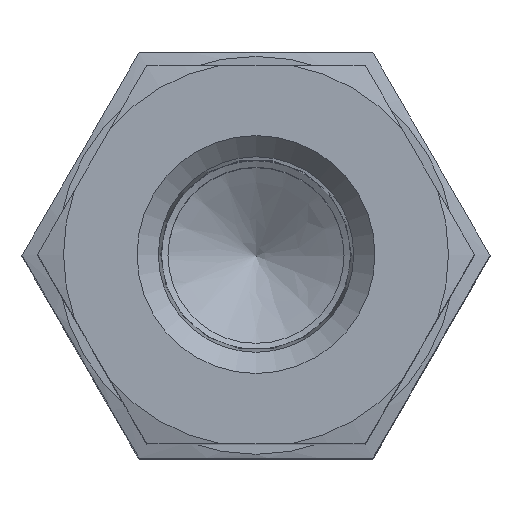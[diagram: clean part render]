
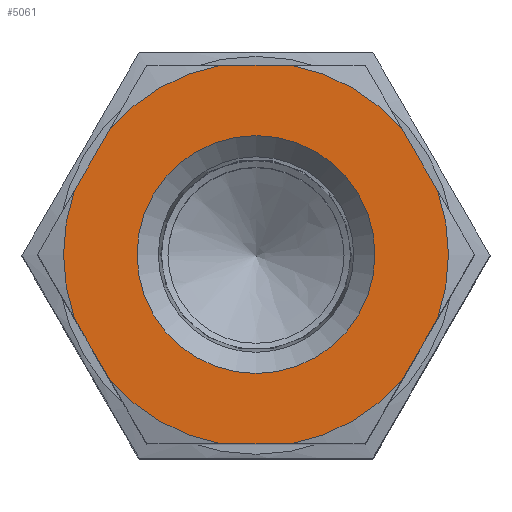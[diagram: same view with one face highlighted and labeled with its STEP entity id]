
A CAD part, top view. The second image highlights one B-rep face of the part: STEP entity #5061.
In plain terms, the highlighted planar face has unit normal (0, 0, 1).
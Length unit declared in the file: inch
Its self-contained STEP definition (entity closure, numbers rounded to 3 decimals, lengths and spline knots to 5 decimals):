
#4136=CARTESIAN_POINT('',(0.275,0.,1.13));
#4137=VERTEX_POINT('',#4136);
#4138=CARTESIAN_POINT('',(0.0,0.0,1.13));
#4139=DIRECTION('',(0.0,0.0,-1.0));
#4140=DIRECTION('',(-1.0,0.0,0.0));
#4141=AXIS2_PLACEMENT_3D('',#4138,#4139,#4140);
#4142=CIRCLE('',#4141,0.275);
#4143=EDGE_CURVE('',#4137,#4137,#4142,.T.);
#4570=CARTESIAN_POINT('',(-0.33821,-0.28921,1.13));
#4571=VERTEX_POINT('',#4570);
#4585=CARTESIAN_POINT('',(-0.41956,-0.14829,1.13));
#4586=VERTEX_POINT('',#4585);
#4587=CARTESIAN_POINT('',(-0.33821,-0.28921,1.13));
#4588=DIRECTION('',(-0.5,0.866,0.0));
#4589=VECTOR('',#4588,0.16271);
#4590=LINE('',#4587,#4589);
#4591=EDGE_CURVE('',#4571,#4586,#4590,.T.);
#4631=CARTESIAN_POINT('',(-0.41956,0.14829,1.13));
#4632=VERTEX_POINT('',#4631);
#4646=CARTESIAN_POINT('',(-0.33821,0.28921,1.13));
#4647=VERTEX_POINT('',#4646);
#4648=CARTESIAN_POINT('',(-0.41956,0.14829,1.13));
#4649=DIRECTION('',(0.5,0.866,0.0));
#4650=VECTOR('',#4649,0.16271);
#4651=LINE('',#4648,#4650);
#4652=EDGE_CURVE('',#4632,#4647,#4651,.T.);
#4692=CARTESIAN_POINT('',(-0.08136,0.4375,1.13));
#4693=VERTEX_POINT('',#4692);
#4707=CARTESIAN_POINT('',(0.08136,0.4375,1.13));
#4708=VERTEX_POINT('',#4707);
#4709=CARTESIAN_POINT('',(-0.08136,0.4375,1.13));
#4710=DIRECTION('',(1.0,0.0,0.0));
#4711=VECTOR('',#4710,0.16271);
#4712=LINE('',#4709,#4711);
#4713=EDGE_CURVE('',#4693,#4708,#4712,.T.);
#4767=CARTESIAN_POINT('',(0.41956,-0.14829,1.13));
#4768=VERTEX_POINT('',#4767);
#4782=CARTESIAN_POINT('',(0.33821,-0.28921,1.13));
#4783=VERTEX_POINT('',#4782);
#4784=CARTESIAN_POINT('',(0.41956,-0.14829,1.13));
#4785=DIRECTION('',(-0.5,-0.866,0.0));
#4786=VECTOR('',#4785,0.16271);
#4787=LINE('',#4784,#4786);
#4788=EDGE_CURVE('',#4768,#4783,#4787,.T.);
#4862=CARTESIAN_POINT('',(0.33821,0.28921,1.13));
#4863=VERTEX_POINT('',#4862);
#4877=CARTESIAN_POINT('',(0.41956,0.14829,1.13));
#4878=VERTEX_POINT('',#4877);
#4879=CARTESIAN_POINT('',(0.33821,0.28921,1.13));
#4880=DIRECTION('',(0.5,-0.866,0.0));
#4881=VECTOR('',#4880,0.16271);
#4882=LINE('',#4879,#4881);
#4883=EDGE_CURVE('',#4863,#4878,#4882,.T.);
#4910=CARTESIAN_POINT('',(0.08136,-0.4375,1.13));
#4911=VERTEX_POINT('',#4910);
#4912=CARTESIAN_POINT('',(0.0,0.0,1.13));
#4913=DIRECTION('',(0.0,0.0,1.0));
#4914=DIRECTION('',(-1.0,0.0,0.0));
#4915=AXIS2_PLACEMENT_3D('',#4912,#4913,#4914);
#4916=CIRCLE('',#4915,0.445);
#4917=EDGE_CURVE('',#4911,#4783,#4916,.T.);
#4942=CARTESIAN_POINT('',(0.0,0.0,1.13));
#4943=DIRECTION('',(0.0,0.0,1.0));
#4944=DIRECTION('',(-1.0,0.0,0.0));
#4945=AXIS2_PLACEMENT_3D('',#4942,#4943,#4944);
#4946=CIRCLE('',#4945,0.445);
#4947=EDGE_CURVE('',#4768,#4878,#4946,.T.);
#4959=CARTESIAN_POINT('',(0.0,0.0,1.13));
#4960=DIRECTION('',(0.0,0.0,1.0));
#4961=DIRECTION('',(-1.0,0.0,0.0));
#4962=AXIS2_PLACEMENT_3D('',#4959,#4960,#4961);
#4963=CIRCLE('',#4962,0.445);
#4964=EDGE_CURVE('',#4863,#4708,#4963,.T.);
#4976=CARTESIAN_POINT('',(0.0,0.0,1.13));
#4977=DIRECTION('',(0.0,0.0,1.0));
#4978=DIRECTION('',(-1.0,0.0,0.0));
#4979=AXIS2_PLACEMENT_3D('',#4976,#4977,#4978);
#4980=CIRCLE('',#4979,0.445);
#4981=EDGE_CURVE('',#4693,#4647,#4980,.T.);
#4993=CARTESIAN_POINT('',(0.0,0.0,1.13));
#4994=DIRECTION('',(0.0,0.0,1.0));
#4995=DIRECTION('',(-1.0,0.0,0.0));
#4996=AXIS2_PLACEMENT_3D('',#4993,#4994,#4995);
#4997=CIRCLE('',#4996,0.445);
#4998=EDGE_CURVE('',#4632,#4586,#4997,.T.);
#5009=CARTESIAN_POINT('',(-0.08136,-0.4375,1.13));
#5010=VERTEX_POINT('',#5009);
#5024=CARTESIAN_POINT('',(0.0,0.0,1.13));
#5025=DIRECTION('',(0.0,0.0,1.0));
#5026=DIRECTION('',(-1.0,0.0,0.0));
#5027=AXIS2_PLACEMENT_3D('',#5024,#5025,#5026);
#5028=CIRCLE('',#5027,0.445);
#5029=EDGE_CURVE('',#4571,#5010,#5028,.T.);
#5034=CARTESIAN_POINT('',(0.,0.,1.13));
#5035=DIRECTION('',(0.0,0.0,1.0));
#5036=DIRECTION('',(1.0,0.0,0.0));
#5037=AXIS2_PLACEMENT_3D('',#5034,#5035,#5036);
#5038=PLANE('',#5037);
#5039=ORIENTED_EDGE('',*,*,#5029,.T.);
#5040=CARTESIAN_POINT('',(0.08136,-0.4375,1.13));
#5041=DIRECTION('',(-1.0,0.0,0.0));
#5042=VECTOR('',#5041,0.16271);
#5043=LINE('',#5040,#5042);
#5044=EDGE_CURVE('',#4911,#5010,#5043,.T.);
#5045=ORIENTED_EDGE('',*,*,#5044,.F.);
#5046=ORIENTED_EDGE('',*,*,#4917,.T.);
#5047=ORIENTED_EDGE('',*,*,#4788,.F.);
#5048=ORIENTED_EDGE('',*,*,#4947,.T.);
#5049=ORIENTED_EDGE('',*,*,#4883,.F.);
#5050=ORIENTED_EDGE('',*,*,#4964,.T.);
#5051=ORIENTED_EDGE('',*,*,#4713,.F.);
#5052=ORIENTED_EDGE('',*,*,#4981,.T.);
#5053=ORIENTED_EDGE('',*,*,#4652,.F.);
#5054=ORIENTED_EDGE('',*,*,#4998,.T.);
#5055=ORIENTED_EDGE('',*,*,#4591,.F.);
#5056=EDGE_LOOP('',(#5039,#5045,#5046,#5047,#5048,#5049,#5050,#5051,#5052,#5053,#5054,#5055));
#5057=FACE_OUTER_BOUND('',#5056,.T.);
#5058=ORIENTED_EDGE('',*,*,#4143,.T.);
#5059=EDGE_LOOP('',(#5058));
#5060=FACE_BOUND('',#5059,.T.);
#5061=ADVANCED_FACE('',(#5057,#5060),#5038,.T.);
